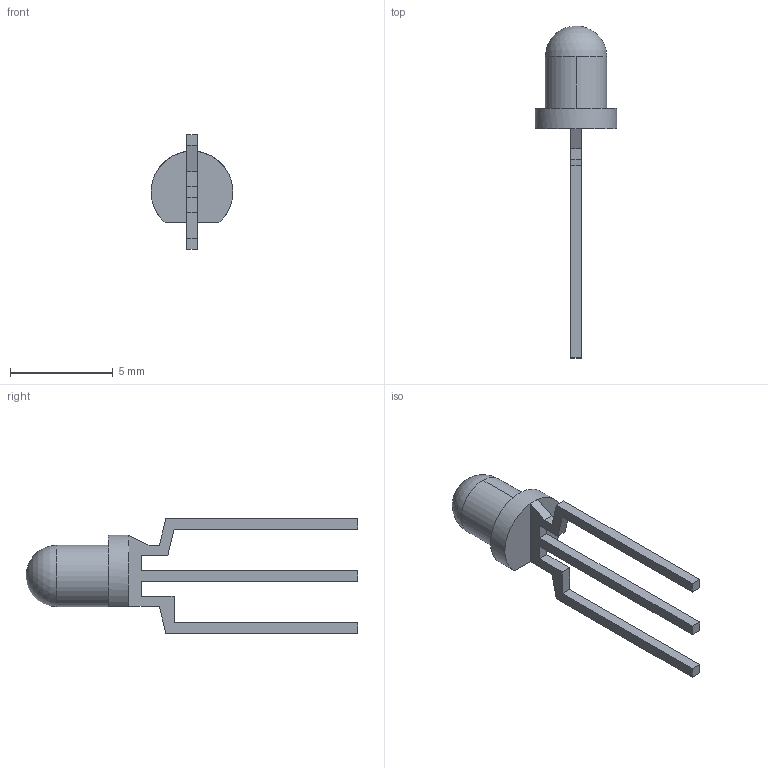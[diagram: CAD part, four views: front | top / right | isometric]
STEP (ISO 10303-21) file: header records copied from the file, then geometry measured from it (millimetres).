
FILE_DESCRIPTION (( 'STEP AP214' ), '1' );
FILE_NAME ('SW3dPS-Lumex_SSL-LX3059IGW_BicolorLed.STEP', '2009-05-20T00:45:55', ( 'sysAdmin' ), ( 'SolidWorks' ), 'SwSTEP 2.0', 'SolidWorks 2009', '' );
FILE_SCHEMA (( 'AUTOMOTIVE_DESIGN' ));
Length unit declared in the file: inch
Products named in the file (1): SW3dPS-Lumex_SSL-LX3059IGW_BicolorLed
Bounding box: 3.99 x 16.18 x 5.59 mm (x, y, z)
Volume: 46.1 mm3; surface area: 139.8 mm2
Topology: 1 solids, 1 shells, 32 faces, 88 edges, 57 vertices
Faces by surface type: plane 28, cylinder 3, sphere 1
Entity records: 1434 total; most frequent: CARTESIAN_POINT 173, ORIENTED_EDGE 170, DIRECTION 160, EDGE_CURVE 85, VECTOR 76, LINE 76, VERTEX_POINT 55, AXIS2_PLACEMENT_3D 42
